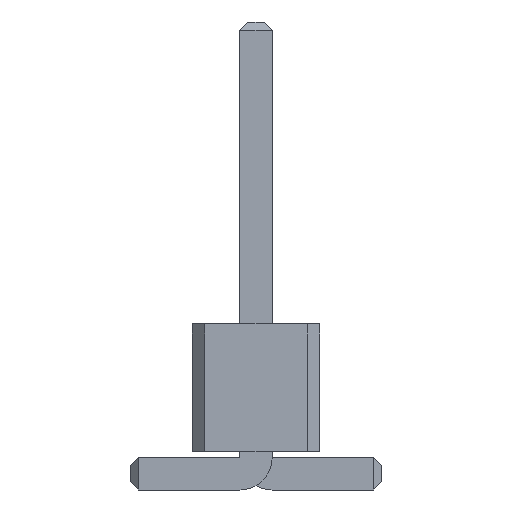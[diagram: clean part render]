
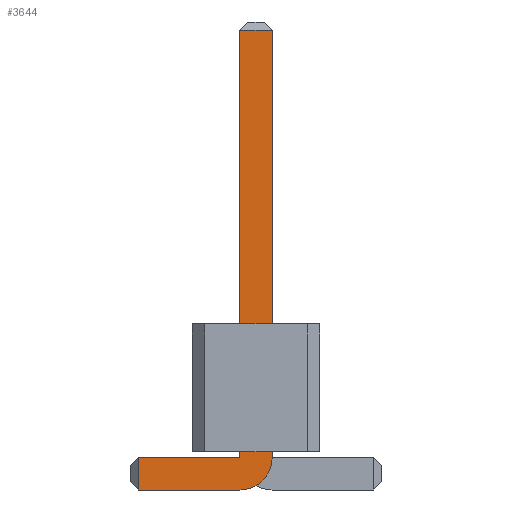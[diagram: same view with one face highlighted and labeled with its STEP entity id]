
A CAD part, front view. The second image highlights one B-rep face of the part: STEP entity #3644.
In plain terms, the highlighted planar face has unit normal (0, -1, 0).
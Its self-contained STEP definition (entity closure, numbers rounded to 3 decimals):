
#56=DIRECTION('',(0.,-1.,0.));
#67=DIRECTION('',(1.,0.,0.));
#782=VECTOR('',#67,1.);
#835=DIRECTION('',(-1.,0.,0.));
#1547=VECTOR('',#835,1.);
#1681=DIRECTION('',(0.,0.,-1.));
#1700=VECTOR('',#1681,1.);
#3474=VECTOR('',#3475,1.);
#3475=DIRECTION('',(0.,0.,1.));
#3497=DIRECTION('',(0.,-1.,0.));
#3498=DIRECTION('',(-1.,0.,0.));
#3505=VERTEX_POINT('',#3506);
#3506=CARTESIAN_POINT('',(-2.34,-15.56,0.));
#3509=ORIENTED_EDGE('',*,*,#3510,.T.);
#3510=EDGE_CURVE('',#3505,#3511,#3513,.T.);
#3511=VERTEX_POINT('',#3512);
#3512=CARTESIAN_POINT('',(-0.32,-15.56,0.));
#3513=LINE('',#3514,#782);
#3514=CARTESIAN_POINT('',(-2.5,-15.56,0.));
#3546=VERTEX_POINT('',#3547);
#3547=CARTESIAN_POINT('',(0.32,-15.56,0.64));
#3550=EDGE_CURVE('',#3511,#3546,#3551,.T.);
#3551=CIRCLE('',#3552,0.64);
#3552=AXIS2_PLACEMENT_3D('',#3553,#56,#1681);
#3553=CARTESIAN_POINT('',(-0.32,-15.56,0.64));
#3561=VERTEX_POINT('',#3553);
#3563=ORIENTED_EDGE('',*,*,#3564,.T.);
#3564=EDGE_CURVE('',#3561,#3565,#3567,.T.);
#3565=VERTEX_POINT('',#3566);
#3566=CARTESIAN_POINT('',(-2.34,-15.56,0.64));
#3567=LINE('',#3553,#1547);
#3577=ORIENTED_EDGE('',*,*,#3578,.T.);
#3578=EDGE_CURVE('',#3546,#3579,#3581,.T.);
#3579=VERTEX_POINT('',#3580);
#3580=CARTESIAN_POINT('',(0.32,-15.56,9.14));
#3581=LINE('',#3582,#3474);
#3582=CARTESIAN_POINT('',(0.32,-15.56,0.));
#3595=VERTEX_POINT('',#3596);
#3596=CARTESIAN_POINT('',(-0.32,-15.56,9.14));
#3598=ORIENTED_EDGE('',*,*,#3599,.T.);
#3599=EDGE_CURVE('',#3595,#3561,#3600,.T.);
#3600=LINE('',#3601,#1700);
#3601=CARTESIAN_POINT('',(-0.32,-15.56,9.3));
#3644=ADVANCED_FACE('',(#3645),#3654,.T.);
#3645=FACE_BOUND('',#3646,.T.);
#3646=EDGE_LOOP('',(#3509,#3647,#3577,#3648,#3598,#3563,#3651));
#3647=ORIENTED_EDGE('',*,*,#3550,.T.);
#3648=ORIENTED_EDGE('',*,*,#3649,.T.);
#3649=EDGE_CURVE('',#3579,#3595,#3650,.T.);
#3650=LINE('',#3580,#1547);
#3651=ORIENTED_EDGE('',*,*,#3652,.T.);
#3652=EDGE_CURVE('',#3565,#3505,#3653,.T.);
#3653=LINE('',#3566,#1700);
#3654=PLANE('',#3655);
#3655=AXIS2_PLACEMENT_3D('',#3656,#3497,#3498);
#3656=CARTESIAN_POINT('',(-0.311,-15.56,3.871));
